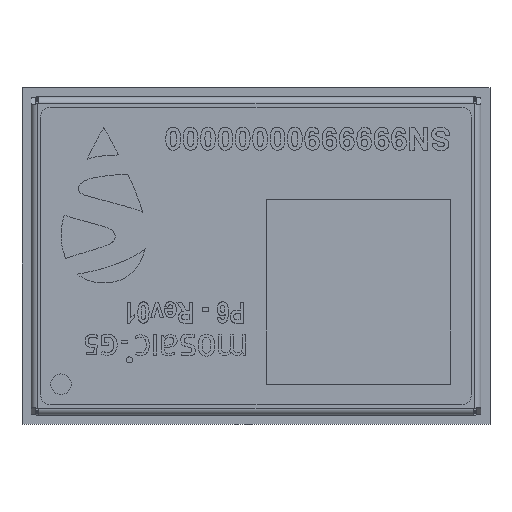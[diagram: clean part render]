
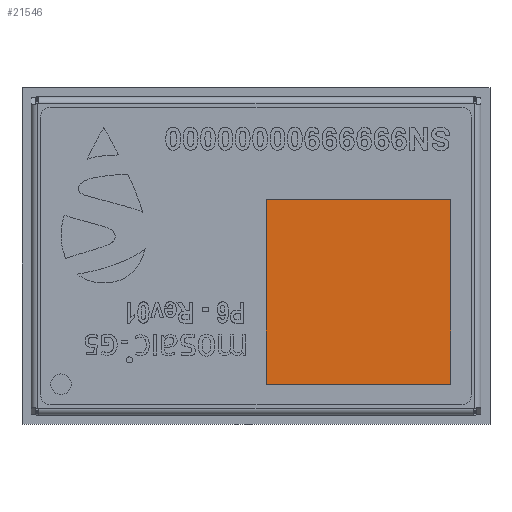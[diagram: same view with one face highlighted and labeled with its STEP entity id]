
A CAD part, top view. The second image highlights one B-rep face of the part: STEP entity #21546.
In plain terms, the highlighted face is planar.
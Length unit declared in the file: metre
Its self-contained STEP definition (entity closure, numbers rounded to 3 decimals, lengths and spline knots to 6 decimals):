
#6552=ORIENTED_EDGE('',*,*,#7205,.T.);
#6553=ORIENTED_EDGE('',*,*,#7202,.T.);
#6554=ORIENTED_EDGE('',*,*,#7199,.T.);
#6555=ORIENTED_EDGE('',*,*,#7196,.T.);
#7196=EDGE_CURVE('',#10313,#10312,#12382,.T.);
#7199=EDGE_CURVE('',#10315,#10313,#12385,.T.);
#7202=EDGE_CURVE('',#10317,#10315,#12388,.T.);
#7205=EDGE_CURVE('',#10312,#10317,#12391,.T.);
#10312=VERTEX_POINT('',#27170);
#10313=VERTEX_POINT('',#27172);
#10315=VERTEX_POINT('',#27178);
#10317=VERTEX_POINT('',#27184);
#12382=LINE('',#27171,#14880);
#12385=LINE('',#27177,#14883);
#12388=LINE('',#27183,#14886);
#12391=LINE('',#27188,#14889);
#14880=VECTOR('',#22756,1.);
#14883=VECTOR('',#22761,1.);
#14886=VECTOR('',#22766,1.);
#14889=VECTOR('',#22771,1.);
#18429=EDGE_LOOP('',(#6552,#6553,#6554,#6555));
#19609=FACE_BOUND('',#18429,.T.);
#20461=PLANE('',#22605);
#21546=ADVANCED_FACE('',(#19609),#20461,.T.);
#22605=AXIS2_PLACEMENT_3D('',#44113,#26598,#26599);
#22756=DIRECTION('',(-1.,0.,0.));
#22761=DIRECTION('',(0.,0.,-1.));
#22766=DIRECTION('',(1.,0.,0.));
#22771=DIRECTION('',(0.,0.,1.));
#26598=DIRECTION('',(0.,1.,0.));
#26599=DIRECTION('',(0.,0.,1.));
#27170=CARTESIAN_POINT('',(-0.0095,0.00006,-0.00625));
#27171=CARTESIAN_POINT('',(-0.0095,0.00006,-0.00625));
#27172=CARTESIAN_POINT('',(-0.0005,0.00006,-0.00625));
#27177=CARTESIAN_POINT('',(-0.0005,0.00006,-0.00625));
#27178=CARTESIAN_POINT('',(-0.0005,0.00006,0.00275));
#27183=CARTESIAN_POINT('',(-0.0095,0.00006,0.00275));
#27184=CARTESIAN_POINT('',(-0.0095,0.00006,0.00275));
#27188=CARTESIAN_POINT('',(-0.0095,0.00006,-0.00625));
#44113=CARTESIAN_POINT('',(0.,0.00006,0.));
